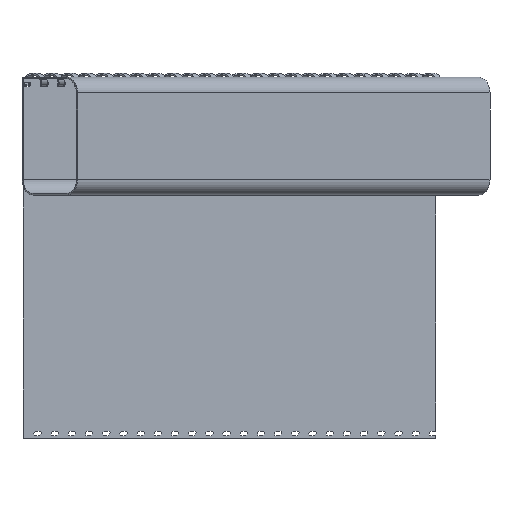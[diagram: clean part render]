
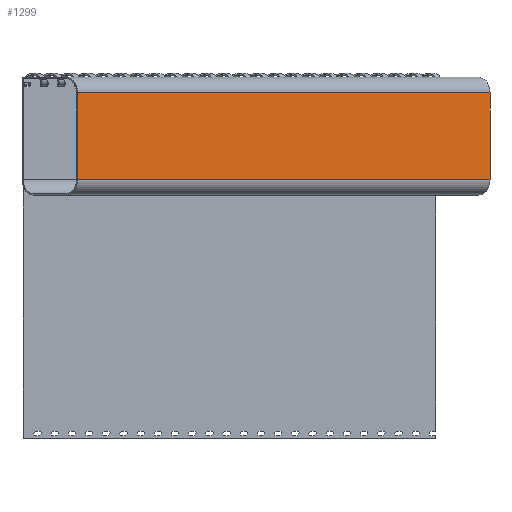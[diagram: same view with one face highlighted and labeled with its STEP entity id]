
A CAD part, front view. The second image highlights one B-rep face of the part: STEP entity #1299.
In plain terms, the highlighted planar face has unit normal (0.707, -0.707, 0).
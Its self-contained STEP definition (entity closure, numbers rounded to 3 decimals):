
#1299 = ADVANCED_FACE ( 'NONE', ( #2438 ), #17063, .T. ) ;
#1867 = EDGE_CURVE ( 'NONE', #14439, #32086, #27122, .T. ) ;
#2438 = FACE_OUTER_BOUND ( 'NONE', #7500, .T. ) ;
#4407 = LINE ( 'NONE', #15524, #15579 ) ;
#5523 = VERTEX_POINT ( 'NONE', #24837 ) ;
#6139 = AXIS2_PLACEMENT_3D ( 'NONE', #10988, #28291, #22249 ) ;
#7087 = EDGE_CURVE ( 'NONE', #31536, #5523, #14646, .T. ) ;
#7420 = VECTOR ( 'NONE', #29366, 1000. ) ;
#7500 = EDGE_LOOP ( 'NONE', ( #21064, #31449, #25746, #33217 ) ) ;
#10955 = CARTESIAN_POINT ( 'NONE',  ( 7.071, -7.071, -13. ) ) ;
#10988 = CARTESIAN_POINT ( 'NONE',  ( 7.071, -7.071, -2. ) ) ;
#12236 = DIRECTION ( 'NONE',  ( 0.707, 0.707, 0. ) ) ;
#12403 = CARTESIAN_POINT ( 'NONE',  ( 7.071, -7.071, -2. ) ) ;
#14439 = VERTEX_POINT ( 'NONE', #10955 ) ;
#14646 = LINE ( 'NONE', #18143, #33699 ) ;
#15524 = CARTESIAN_POINT ( 'NONE',  ( 59.571, 45.429, -2. ) ) ;
#15579 = VECTOR ( 'NONE', #26947, 1000. ) ;
#16537 = EDGE_CURVE ( 'NONE', #5523, #32086, #4407, .T. ) ;
#16591 = CARTESIAN_POINT ( 'NONE',  ( 59.571, 45.429, -13. ) ) ;
#17063 = PLANE ( 'NONE',  #6139 ) ;
#18143 = CARTESIAN_POINT ( 'NONE',  ( 7.071, -7.071, -2. ) ) ;
#21064 = ORIENTED_EDGE ( 'NONE', *, *, #16537, .F. ) ;
#21628 = CARTESIAN_POINT ( 'NONE',  ( 7.071, -7.071, -13. ) ) ;
#22249 = DIRECTION ( 'NONE',  ( 0.707, 0.707, 0. ) ) ;
#24837 = CARTESIAN_POINT ( 'NONE',  ( 59.571, 45.429, -2. ) ) ;
#25746 = ORIENTED_EDGE ( 'NONE', *, *, #28834, .T. ) ;
#26947 = DIRECTION ( 'NONE',  ( 0., 0., -1. ) ) ;
#27122 = LINE ( 'NONE', #21628, #34272 ) ;
#28291 = DIRECTION ( 'NONE',  ( 0.707, -0.707, 0. ) ) ;
#28834 = EDGE_CURVE ( 'NONE', #31536, #14439, #35265, .T. ) ;
#29366 = DIRECTION ( 'NONE',  ( 0., 0., -1. ) ) ;
#31449 = ORIENTED_EDGE ( 'NONE', *, *, #7087, .F. ) ;
#31536 = VERTEX_POINT ( 'NONE', #32952 ) ;
#32086 = VERTEX_POINT ( 'NONE', #16591 ) ;
#32952 = CARTESIAN_POINT ( 'NONE',  ( 7.071, -7.071, -2. ) ) ;
#33217 = ORIENTED_EDGE ( 'NONE', *, *, #1867, .T. ) ;
#33699 = VECTOR ( 'NONE', #12236, 1000. ) ;
#34272 = VECTOR ( 'NONE', #36504, 1000. ) ;
#35265 = LINE ( 'NONE', #12403, #7420 ) ;
#36504 = DIRECTION ( 'NONE',  ( 0.707, 0.707, 0. ) ) ;
